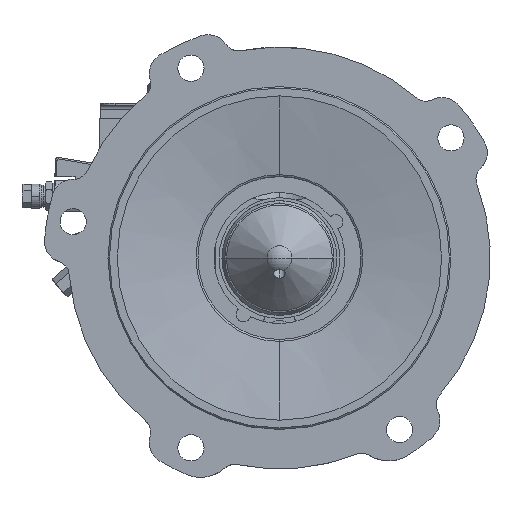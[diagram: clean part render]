
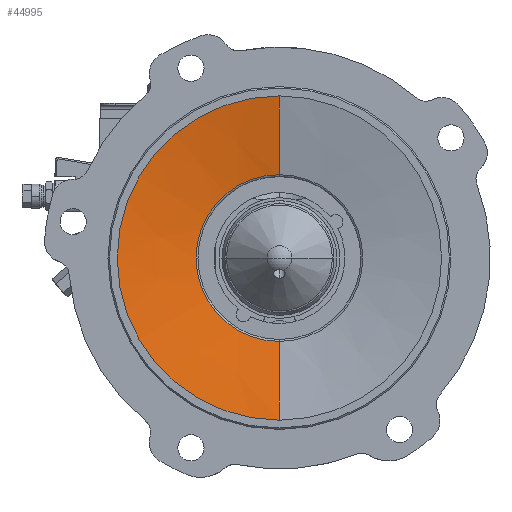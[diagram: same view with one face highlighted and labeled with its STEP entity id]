
A CAD part, front view. The second image highlights one B-rep face of the part: STEP entity #44995.
In plain terms, the highlighted conical face has half-angle 79.5 degrees and reference radius 57.308 mm.
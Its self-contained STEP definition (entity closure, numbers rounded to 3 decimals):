
#5366 = AXIS2_PLACEMENT_3D ( 'NONE', #48406, #48363, #48381 ) ;
#5372 = AXIS2_PLACEMENT_3D ( 'NONE', #48621, #48780, #48570 ) ;
#7357 = LINE ( 'NONE', #48322, #8046 ) ;
#8006 = CIRCLE ( 'NONE', #5366, 111.5 ) ;
#8046 = VECTOR ( 'NONE', #48561, 1000. ) ;
#8102 = CIRCLE ( 'NONE', #5372, 57.308 ) ;
#10692 = VECTOR ( 'NONE', #43873, 1000. ) ;
#10848 = LINE ( 'NONE', #43866, #10692 ) ;
#16116 = ORIENTED_EDGE ( 'NONE', *, *, #29981, .F. ) ;
#16128 = ORIENTED_EDGE ( 'NONE', *, *, #29973, .T. ) ;
#16550 = ORIENTED_EDGE ( 'NONE', *, *, #29975, .T. ) ;
#16676 = ORIENTED_EDGE ( 'NONE', *, *, #29776, .F. ) ;
#20180 = AXIS2_PLACEMENT_3D ( 'NONE', #33972, #33963, #33682 ) ;
#29776 = EDGE_CURVE ( 'NONE', #53198, #53172, #10848, .T. ) ;
#29973 = EDGE_CURVE ( 'NONE', #53201, #53172, #8006, .T. ) ;
#29975 = EDGE_CURVE ( 'NONE', #53190, #53201, #7357, .T. ) ;
#29981 = EDGE_CURVE ( 'NONE', #53190, #53198, #8102, .T. ) ;
#33682 = DIRECTION ( 'NONE',  ( 0., 0., -1. ) ) ;
#33963 = DIRECTION ( 'NONE',  ( 0., -1., 0. ) ) ;
#33972 = CARTESIAN_POINT ( 'NONE',  ( 0., 13.744, 0. ) ) ;
#37266 = CARTESIAN_POINT ( 'NONE',  ( 0., 3.7, -111.5 ) ) ;
#37268 = CARTESIAN_POINT ( 'NONE',  ( 0., 3.7, 111.5 ) ) ;
#37279 = CARTESIAN_POINT ( 'NONE',  ( 0., 13.744, 57.308 ) ) ;
#37285 = CARTESIAN_POINT ( 'NONE',  ( 0., 13.744, -57.308 ) ) ;
#39740 = CONICAL_SURFACE ( 'NONE', #20180, 57.308, 1.388 ) ;
#39754 = FACE_OUTER_BOUND ( 'NONE', #41804, .T. ) ;
#41804 = EDGE_LOOP ( 'NONE', ( #16116, #16550, #16128, #16676 ) ) ;
#43866 = CARTESIAN_POINT ( 'NONE',  ( 0., 13.744, -57.308 ) ) ;
#43873 = DIRECTION ( 'NONE',  ( 0., -0.182, -0.983 ) ) ;
#44995 = ADVANCED_FACE ( 'NONE', ( #39754 ), #39740, .F. ) ;
#48322 = CARTESIAN_POINT ( 'NONE',  ( 0., 13.744, 57.308 ) ) ;
#48363 = DIRECTION ( 'NONE',  ( 0., -1., 0. ) ) ;
#48381 = DIRECTION ( 'NONE',  ( 0., 0., -1. ) ) ;
#48406 = CARTESIAN_POINT ( 'NONE',  ( 0., 3.7, 0. ) ) ;
#48561 = DIRECTION ( 'NONE',  ( 0., -0.182, 0.983 ) ) ;
#48570 = DIRECTION ( 'NONE',  ( 0., 0., -1. ) ) ;
#48621 = CARTESIAN_POINT ( 'NONE',  ( 0., 13.744, 0. ) ) ;
#48780 = DIRECTION ( 'NONE',  ( 0., -1., 0. ) ) ;
#53172 = VERTEX_POINT ( 'NONE', #37266 ) ;
#53190 = VERTEX_POINT ( 'NONE', #37279 ) ;
#53198 = VERTEX_POINT ( 'NONE', #37285 ) ;
#53201 = VERTEX_POINT ( 'NONE', #37268 ) ;
